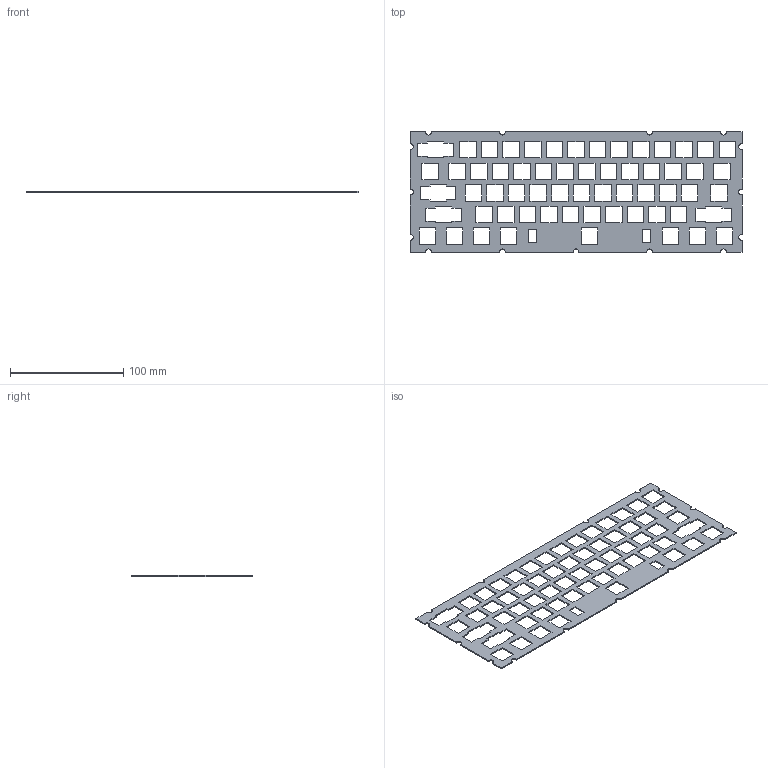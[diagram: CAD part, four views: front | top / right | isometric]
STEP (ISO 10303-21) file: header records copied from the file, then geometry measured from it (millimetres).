
FILE_DESCRIPTION(/* description */ (''),/* implementation_level */ '2;1');
FILE_NAME(/* name */ 'PLATE.step',/* time_stamp */ '2022-09-10T15:25:38-04:00',/* author */ (''),/* organization */ (''),/* preprocessor_version */ 'ST-DEVELOPER v19',/* originating_system */ 'Autodesk Translation Framework v11.7.0.108',/* authorisation */ '');
FILE_SCHEMA (('AUTOMOTIVE_DESIGN { 1 0 10303 214 3 1 1 }'));
Length unit declared in the file: millimetre
Products named in the file (2): tst; PLATE
Assembly tree (1 placements, depth 2):
  tst
    PLATE
Bounding box: 292.75 x 106.44 x 1 mm (x, y, z)
Volume: 17214.7 mm3; surface area: 39034.1 mm2
Topology: 1 solids, 1 shells, 320 faces, 954 edges, 636 vertices
Faces by surface type: plane 305, cylinder 15
Entity records: 10860 total; most frequent: CARTESIAN_POINT 1913, ORIENTED_EDGE 1908, DIRECTION 1630, EDGE_CURVE 954, LINE 924, VECTOR 924, VERTEX_POINT 636, EDGE_LOOP 446
